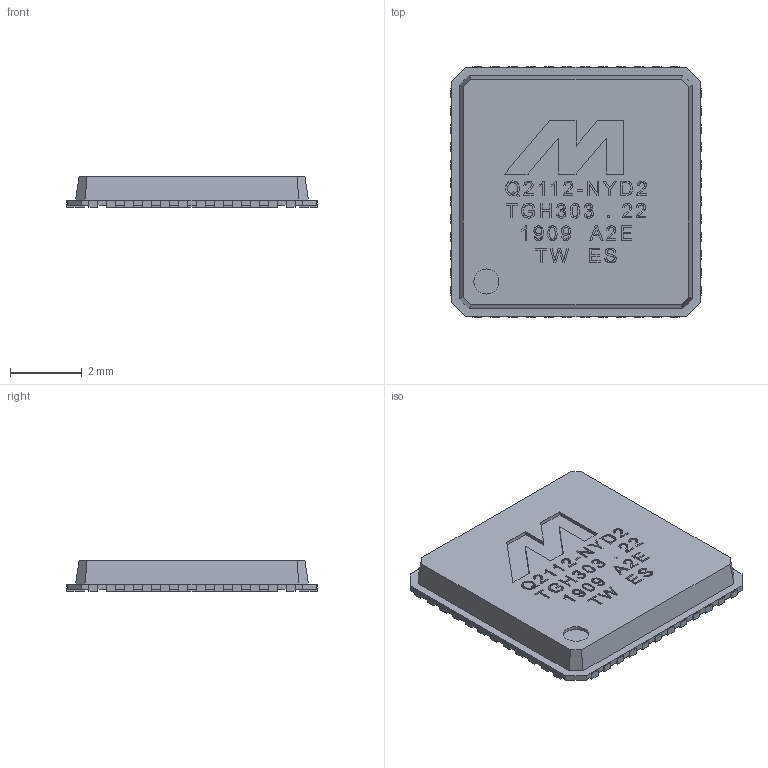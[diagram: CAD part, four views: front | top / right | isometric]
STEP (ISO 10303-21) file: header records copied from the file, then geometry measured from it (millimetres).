
FILE_DESCRIPTION(/* description */ (''),/* implementation_level */ '2;1');
FILE_NAME(/* name */ '88Q2112.step',/* time_stamp */ '2025-06-29T23:23:06+01:00',/* author */ (''),/* organization */ (''),/* preprocessor_version */ 'ST-DEVELOPER v20.1',/* originating_system */ 'Autodesk Translation Framework v14.10.0.0',/* authorisation */ '');
FILE_SCHEMA (('AUTOMOTIVE_DESIGN { 1 0 10303 214 3 1 1 }'));
Length unit declared in the file: millimetre
Products named in the file (1): 88Q2112
Bounding box: 7 x 7 x 0.85 mm (x, y, z)
Volume: 34.9 mm3; surface area: 126.6 mm2
Topology: 1 solids, 1 shells, 910 faces, 2601 edges, 1734 vertices
Faces by surface type: plane 530, bspline 379, cylinder 1
Full cylindrical faces by diameter (mm): 0.7 x1
Entity records: 32912 total; most frequent: CARTESIAN_POINT 11689, ORIENTED_EDGE 5202, DIRECTION 2909, EDGE_CURVE 2601, LINE 1841, VECTOR 1841, VERTEX_POINT 1734, EDGE_LOOP 951
